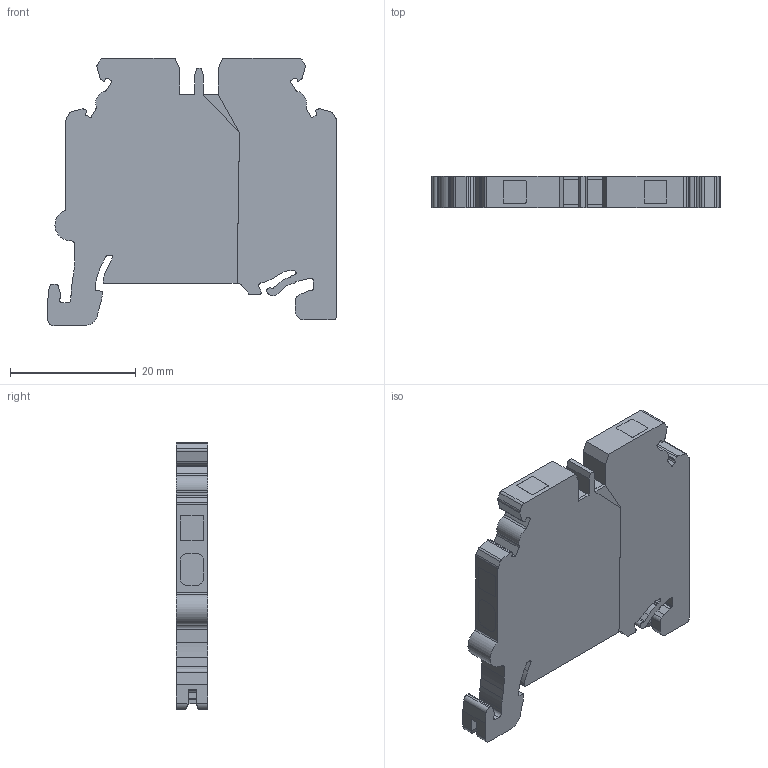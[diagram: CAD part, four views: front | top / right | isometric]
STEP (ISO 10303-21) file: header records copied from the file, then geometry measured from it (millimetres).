
FILE_DESCRIPTION(/* description */ (''),/* implementation_level */ '2;1');
FILE_NAME(/* name */ 'cxs2.5.stp',/* time_stamp */ '2016-06-22T09:44:11-04:00',/* author */ ('CAD Station'),/* organization */ (''),/* preprocessor_version */ 'ST-DEVELOPER v16.1',/* originating_system */ 'Autodesk Inventor 2016',/* authorisation */ '');
FILE_SCHEMA (('AUTOMOTIVE_DESIGN { 1 0 10303 214 3 1 1 }'));
Length unit declared in the file: metre
Products named in the file (1): cxs2.5
Bounding box: 45.9 x 5 x 42.5 mm (x, y, z)
Volume: 7242.9 mm3; surface area: 4530 mm2
Topology: 1 solids, 7 shells, 409 faces, 1152 edges, 766 vertices
Faces by surface type: plane 225, cylinder 179, cone 5
Entity records: 13741 total; most frequent: CARTESIAN_POINT 2355, DIRECTION 2328, ORIENTED_EDGE 2304, EDGE_CURVE 1152, LINE 778, VECTOR 778, AXIS2_PLACEMENT_3D 775, VERTEX_POINT 766
